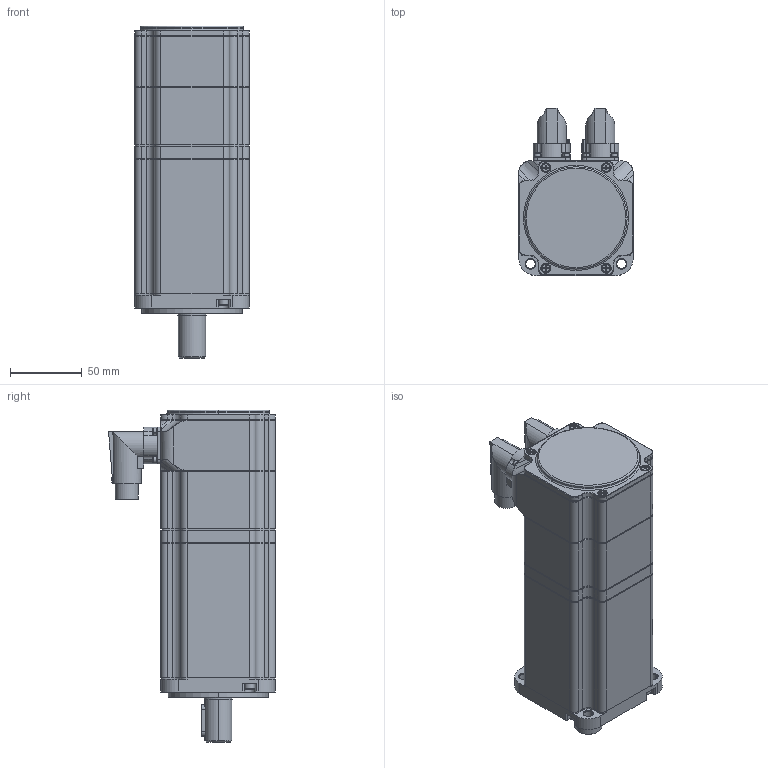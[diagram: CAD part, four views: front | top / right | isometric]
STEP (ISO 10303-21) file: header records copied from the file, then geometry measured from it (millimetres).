
FILE_DESCRIPTION (( 'STEP AP203' ), '1' );
FILE_NAME ('3D.STEP', '2019-08-12T07:05:21', ( 'K' ), ( 'K' ), 'SwSTEP 2.0', 'SolidWorks 2018', '' );
FILE_SCHEMA (( 'CONFIG_CONTROL_DESIGN' ));
Length unit declared in the file: millimetre
Products named in the file (1): 3D
Bounding box: 80 x 116.6 x 232 mm (x, y, z)
Volume: 437292.6 mm3; surface area: 236579.1 mm2
Topology: 65 solids, 65 shells, 2634 faces, 6628 edges, 4191 vertices
Faces by surface type: plane 1106, cylinder 1082, cone 253, torus 105, bspline 66, sphere 22
Entity records: 81619 total; most frequent: CARTESIAN_POINT 17208, DIRECTION 14208, ORIENTED_EDGE 12908, EDGE_CURVE 6454, AXIS2_PLACEMENT_3D 5445, VERTEX_POINT 4147, VECTOR 3318, LINE 3318
